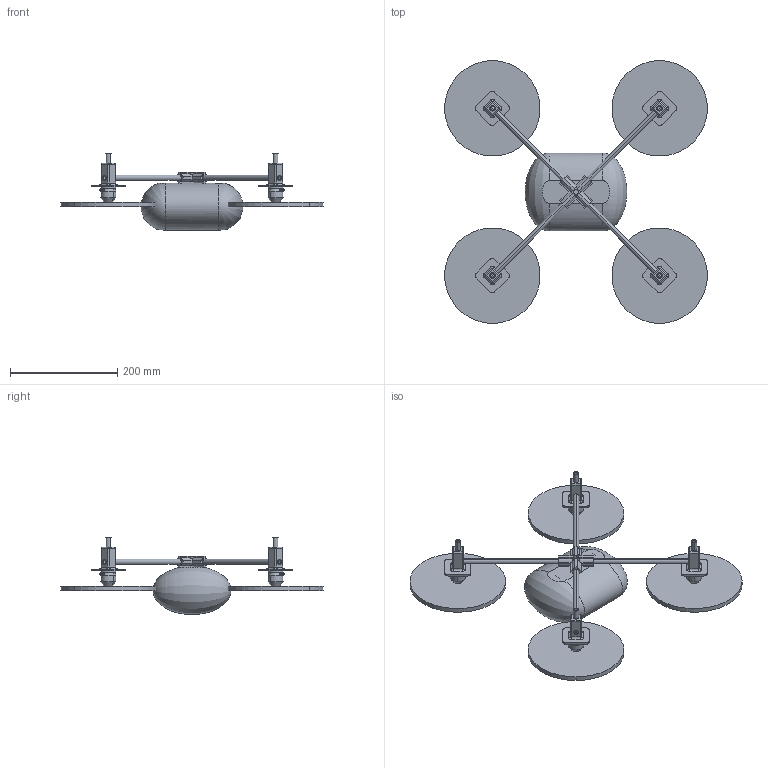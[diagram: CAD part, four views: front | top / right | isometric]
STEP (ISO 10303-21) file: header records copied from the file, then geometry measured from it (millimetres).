
FILE_DESCRIPTION((''),'2;1');
FILE_NAME('UAV_ASM','2022-08-22T16:30:38',('Administrator'),(''),'CREO PARAMETRIC BY PTC INC, 2019352','CREO PARAMETRIC BY PTC INC, 2019352','');
FILE_SCHEMA(('CONFIG_CONTROL_DESIGN'));
Length unit declared in the file: millimetre
Products named in the file (26): ORIENT; CENTRAL_HUB; ARM_4; FLANGE_4; MOTOR_4; PROP_4; LEG_4; ARM_3; FLANGE_3; MOTOR_3; PROP_3; LEG_3; ARM_1; FLANGE_1; LEG_1; MOTOR_1; PROP_1; ARM_2; FLANGE_2; LEG_2; MOTOR_2; PROP_2; CAPSULE_FUSELAGE; BATTERY_2; BATTERY_1; UAV_ASM
Assembly tree (25 placements, depth 2):
  UAV_ASM
    ORIENT
    CENTRAL_HUB
    ARM_4
    FLANGE_4
    MOTOR_4
    PROP_4
    LEG_4
    ARM_3
    FLANGE_3
    MOTOR_3
    PROP_3
    LEG_3
    ARM_1
    FLANGE_1
    LEG_1
    MOTOR_1
    PROP_1
    ARM_2
    FLANGE_2
    LEG_2
    MOTOR_2
    PROP_2
    CAPSULE_FUSELAGE
    BATTERY_2
    BATTERY_1
Bounding box: 488.25 x 488.25 x 143.09 mm (x, y, z)
Volume: 1858771.3 mm3; surface area: 569441.8 mm2
Topology: 36 solids, 38 shells, 472 faces, 1036 edges, 648 vertices
Faces by surface type: cylinder 254, plane 161, sphere 16, torus 16, cone 16, revolution 6, extrusion 3
Entity records: 14420 total; most frequent: CARTESIAN_POINT 3307, DIRECTION 2403, ORIENTED_EDGE 2056, EDGE_CURVE 1028, AXIS2_PLACEMENT_3D 951, VERTEX_POINT 648, EDGE_LOOP 530, VECTOR 495
